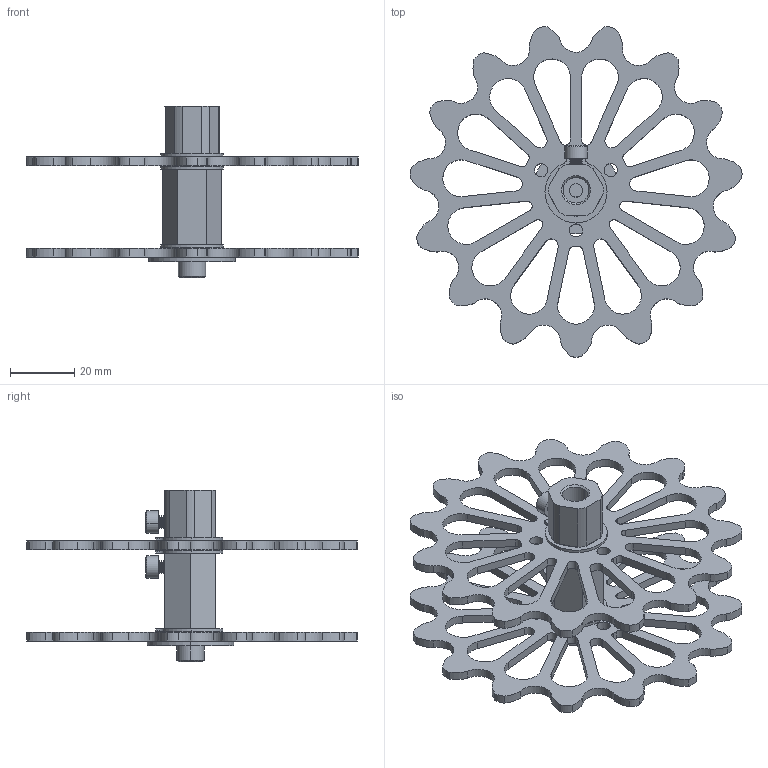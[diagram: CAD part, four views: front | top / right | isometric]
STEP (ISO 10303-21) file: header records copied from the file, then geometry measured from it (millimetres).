
FILE_DESCRIPTION (( 'STEP AP203' ), '1' );
FILE_NAME ('Coroa_15_Dentes_p_Eixo_8mm-STEP.STEP', '2019-11-27T15:25:51', ( '' ), ( '' ), 'SwSTEP 2.0', 'SolidWorks 2013', '' );
FILE_SCHEMA (( 'CONFIG_CONTROL_DESIGN' ));
Length unit declared in the file: millimetre
Products named in the file (7): socket head cap screw_am_B18.3.1M - 5 x 0.8 x 12 Hex SHCS -- 12SHX; socket head cap screw_am_B18.3.1M - 4 x 0.7 x 6 Hex SHCS -- 6SHX; Coroa_15_Dentes_p_Eixo_8mm-STEP; Cubo5-8pol-eixo8mm_Predeterminada; Coroa-15dentes_Predeterminada; basic external retaining ring_am_B27.7M - 3AM1-17; Arruela_Funileiro_3-16pol_Predeterminada
Assembly tree (10 placements, depth 2):
  Coroa_15_Dentes_p_Eixo_8mm-STEP
    Cubo5-8pol-eixo8mm_Predeterminada
    Coroa-15dentes_Predeterminada  x2
    basic external retaining ring_am_B27.7M - 3AM1-17  x3
    Arruela_Funileiro_3-16pol_Predeterminada
    socket head cap screw_am_B18.3.1M - 5 x 0.8 x 12 Hex SHCS -- 12SHX
    socket head cap screw_am_B18.3.1M - 4 x 0.7 x 6 Hex SHCS -- 6SHX  x2
Bounding box: 103.37 x 102.85 x 53.5 mm (x, y, z)
Volume: 30359.8 mm3; surface area: 30163.5 mm2
Topology: 10 solids, 10 shells, 757 faces, 2081 edges, 1351 vertices
Faces by surface type: cylinder 423, plane 188, cone 140, torus 6
Entity records: 15767 total; most frequent: DIRECTION 2828, CARTESIAN_POINT 2632, ORIENTED_EDGE 2488, EDGE_CURVE 1244, AXIS2_PLACEMENT_3D 1114, VERTEX_POINT 806, CIRCLE 640, VECTOR 600
